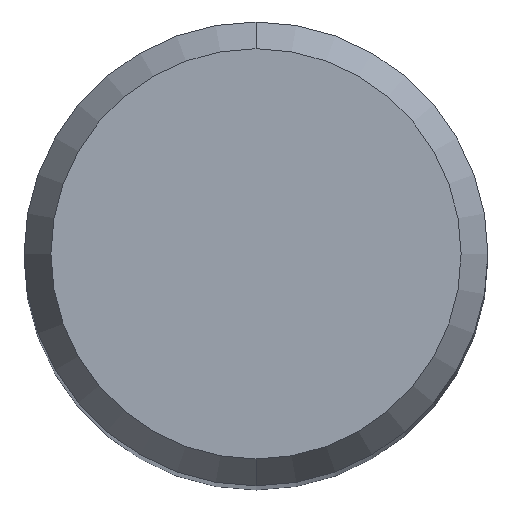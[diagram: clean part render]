
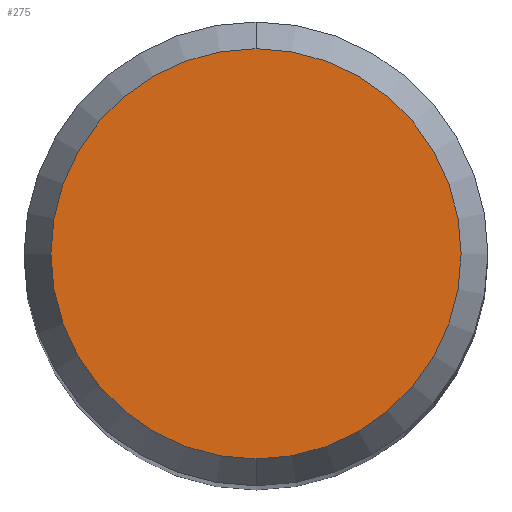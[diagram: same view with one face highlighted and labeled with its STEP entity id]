
A CAD part, top view. The second image highlights one B-rep face of the part: STEP entity #275.
In plain terms, the highlighted planar face has unit normal (0, 0, 1).
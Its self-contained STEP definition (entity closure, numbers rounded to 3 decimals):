
#173=EDGE_CURVE('',#253,#271,#464,.T.);
#253=VERTEX_POINT('',#552);
#271=VERTEX_POINT('',#571);
#273=EDGE_CURVE('',#271,#253,#573,.T.);
#275=ADVANCED_FACE('',(#575),#576,.T.);
#464=CIRCLE('',#780,3.538);
#552=CARTESIAN_POINT('',(0.0,3.538,40.874));
#571=CARTESIAN_POINT('',(0.,-3.538,40.874));
#573=CIRCLE('',#1024,3.538);
#575=FACE_OUTER_BOUND('',#1026,.T.);
#576=PLANE('',#1027);
#780=AXIS2_PLACEMENT_3D('',#1411,#1412,#1413);
#1024=AXIS2_PLACEMENT_3D('',#1514,#1515,#1516);
#1026=EDGE_LOOP('',(#1518,#1519));
#1027=AXIS2_PLACEMENT_3D('',#1520,#1521,#1522);
#1411=CARTESIAN_POINT('',(0.0,0.0,40.874));
#1412=DIRECTION('',(0.0,0.0,-1.0));
#1413=DIRECTION('',(0.0,1.0,0.0));
#1514=CARTESIAN_POINT('',(0.0,0.0,40.874));
#1515=DIRECTION('',(0.0,0.0,-1.0));
#1516=DIRECTION('',(0.0,1.0,0.0));
#1518=ORIENTED_EDGE('',*,*,#173,.F.);
#1519=ORIENTED_EDGE('',*,*,#273,.F.);
#1520=CARTESIAN_POINT('',(0.0,1.769,40.874));
#1521=DIRECTION('',(-0.0,0.0,1.0));
#1522=DIRECTION('',(0.0,-1.0,0.0));
